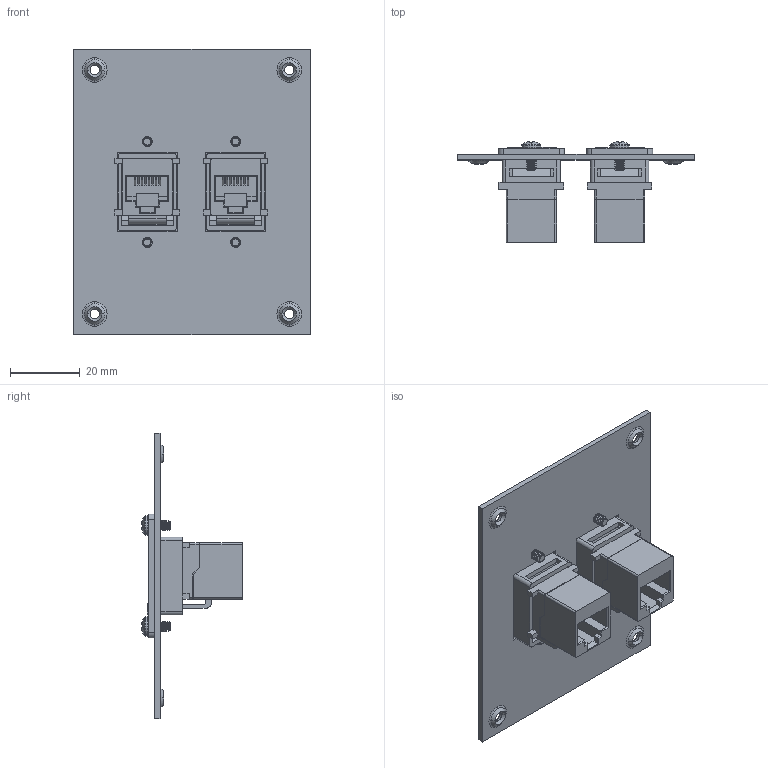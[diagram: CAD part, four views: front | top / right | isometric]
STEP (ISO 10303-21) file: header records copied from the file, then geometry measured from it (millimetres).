
FILE_DESCRIPTION (( 'STEP AP203' ), '1' );
FILE_NAME ('USP2ECF-C3B.STEP', '2014-11-13T14:56:17', ( 'x' ), ( '' ), 'SwSTEP 2.0', 'SolidWorks 2014', '' );
FILE_SCHEMA (( 'CONFIG_CONTROL_DESIGN' ));
Length unit declared in the file: inch
Products named in the file (6): ECF-SK_with Global Connectivity logo; TDG1026KC3; 91772A106_91772A106; ECF504-C3; USP2ECF-C3B; 1AR06-001
Assembly tree (7 placements, depth 3):
  USP2ECF-C3B
    1AR06-001
    ECF504-C3  x2
      ECF-SK_with Global Connectivity logo
      TDG1026KC3
      91772A106_91772A106
Bounding box: 68.07 x 28.91 x 82.04 mm (x, y, z)
Volume: 19165.5 mm3; surface area: 22878.3 mm2
Topology: 9 solids, 9 shells, 1096 faces, 3080 edges, 2028 vertices
Faces by surface type: plane 608, cylinder 328, cone 60, bspline 60, torus 32, sphere 8
Entity records: 17275 total; most frequent: CARTESIAN_POINT 4427, ORIENTED_EDGE 2692, DIRECTION 2314, EDGE_CURVE 1346, VECTOR 930, LINE 930, VERTEX_POINT 885, AXIS2_PLACEMENT_3D 692
